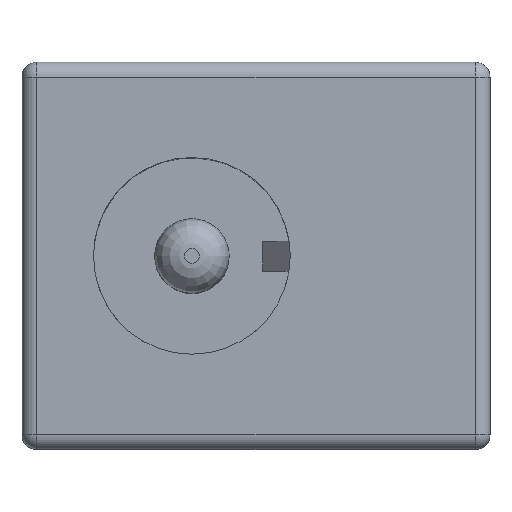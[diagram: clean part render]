
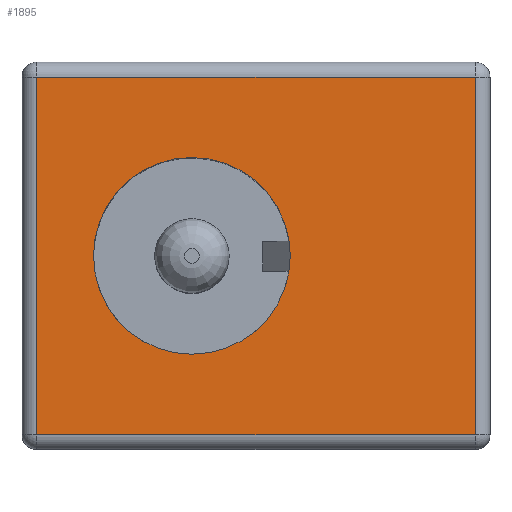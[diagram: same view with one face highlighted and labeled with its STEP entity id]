
A CAD part, top view. The second image highlights one B-rep face of the part: STEP entity #1895.
In plain terms, the highlighted planar face has unit normal (0, 0, 1).
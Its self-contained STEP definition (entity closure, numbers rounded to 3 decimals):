
#1732 = VERTEX_POINT('',#1733);
#1733 = CARTESIAN_POINT('',(-6.2,6.,14.4));
#1740 = EDGE_CURVE('',#1732,#1741,#1743,.T.);
#1741 = VERTEX_POINT('',#1742);
#1742 = CARTESIAN_POINT('',(8.5,6.,14.4));
#1743 = LINE('',#1744,#1745);
#1744 = CARTESIAN_POINT('',(-6.7,6.,14.4));
#1745 = VECTOR('',#1746,1.);
#1746 = DIRECTION('',(1.,0.,0.));
#1799 = VERTEX_POINT('',#1800);
#1800 = CARTESIAN_POINT('',(-6.2,-6.,14.4));
#1807 = EDGE_CURVE('',#1799,#1732,#1808,.T.);
#1808 = LINE('',#1809,#1810);
#1809 = CARTESIAN_POINT('',(-6.2,-6.5,14.4));
#1810 = VECTOR('',#1811,1.);
#1811 = DIRECTION('',(0.,1.,0.));
#1824 = EDGE_CURVE('',#1741,#1825,#1827,.T.);
#1825 = VERTEX_POINT('',#1826);
#1826 = CARTESIAN_POINT('',(8.5,-6.,14.4));
#1827 = LINE('',#1828,#1829);
#1828 = CARTESIAN_POINT('',(8.5,6.5,14.4));
#1829 = VECTOR('',#1830,1.);
#1830 = DIRECTION('',(0.,-1.,0.));
#1884 = EDGE_CURVE('',#1825,#1799,#1885,.T.);
#1885 = LINE('',#1886,#1887);
#1886 = CARTESIAN_POINT('',(9.,-6.,14.4));
#1887 = VECTOR('',#1888,1.);
#1888 = DIRECTION('',(-1.,0.,0.));
#1895 = ADVANCED_FACE('',(#1896,#1902),#1913,.T.);
#1896 = FACE_BOUND('',#1897,.T.);
#1897 = EDGE_LOOP('',(#1898,#1899,#1900,#1901));
#1898 = ORIENTED_EDGE('',*,*,#1884,.F.);
#1899 = ORIENTED_EDGE('',*,*,#1824,.F.);
#1900 = ORIENTED_EDGE('',*,*,#1740,.F.);
#1901 = ORIENTED_EDGE('',*,*,#1807,.F.);
#1902 = FACE_BOUND('',#1903,.T.);
#1903 = EDGE_LOOP('',(#1904));
#1904 = ORIENTED_EDGE('',*,*,#1905,.F.);
#1905 = EDGE_CURVE('',#1906,#1906,#1908,.T.);
#1906 = VERTEX_POINT('',#1907);
#1907 = CARTESIAN_POINT('',(2.3,0.,14.4));
#1908 = CIRCLE('',#1909,3.3);
#1909 = AXIS2_PLACEMENT_3D('',#1910,#1911,#1912);
#1910 = CARTESIAN_POINT('',(-1.,0.,14.4));
#1911 = DIRECTION('',(0.,0.,1.));
#1912 = DIRECTION('',(1.,0.,0.));
#1913 = PLANE('',#1914);
#1914 = AXIS2_PLACEMENT_3D('',#1915,#1916,#1917);
#1915 = CARTESIAN_POINT('',(-6.7,6.5,14.4));
#1916 = DIRECTION('',(0.,0.,1.));
#1917 = DIRECTION('',(1.,0.,0.));
